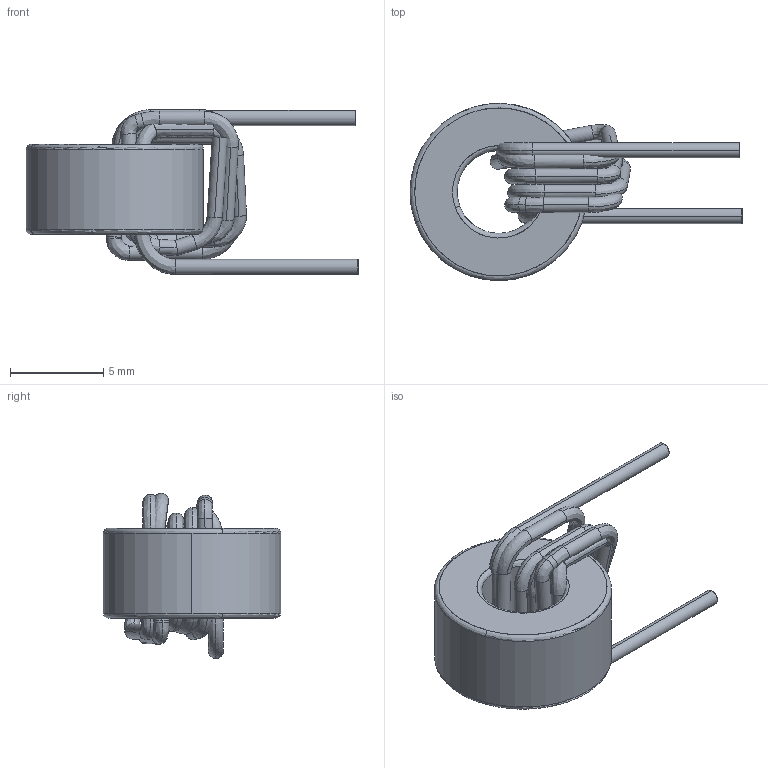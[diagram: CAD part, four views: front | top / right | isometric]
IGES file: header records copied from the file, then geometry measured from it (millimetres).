
Start section: SolidWorks IGES file using analytic representation for surfaces
Global section: file name: 32498r4.IGS; native system: SolidWorks 2010; preprocessor: SolidWorks 2010; author: kkamath; date: 110705.101702; units: inch
Bounding box: 17.82 x 9.53 x 8.86 mm (x, y, z)
Surface area: 668.8 mm2 (no closed solid volume)
Topology: 0 solids, 0 shells, 116 faces, 876 edges, 876 vertices
Faces by surface type: bspline 60, revolution 56
